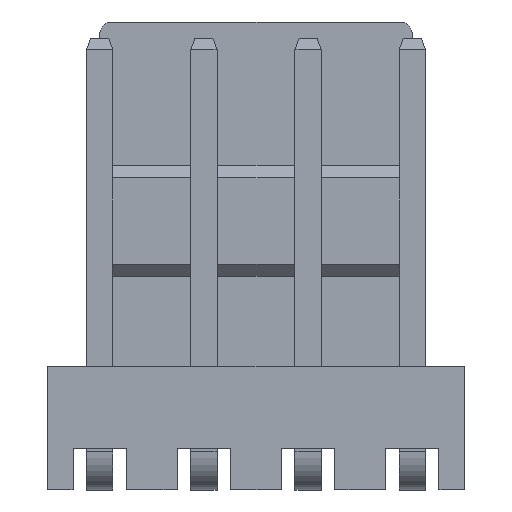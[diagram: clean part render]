
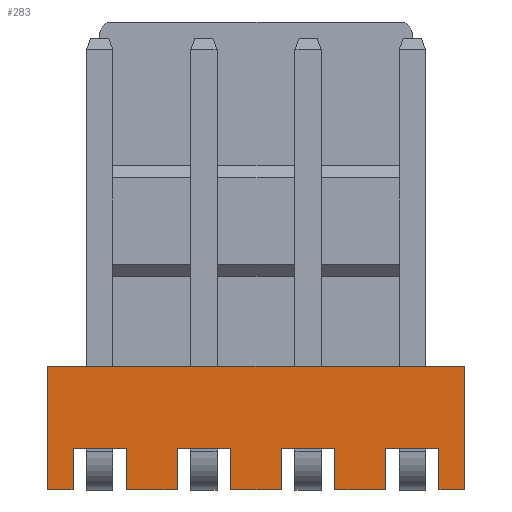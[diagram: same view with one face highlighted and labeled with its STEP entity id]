
A CAD part, top view. The second image highlights one B-rep face of the part: STEP entity #283.
In plain terms, the highlighted planar face has unit normal (0, 0, 1).
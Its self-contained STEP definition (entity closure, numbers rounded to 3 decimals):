
#283=ADVANCED_FACE('',(#1329),#1331,.T.);
#1329=FACE_BOUND('',#1330,.T.);
#1330=EDGE_LOOP('',(#2160,#2161,#2162,#2163,#2164,#2165,#2166,#2167,#2168,#2169,
#2170,#2171,#2172,#2173,#2174,#2175,#2176,#2177,#2178,#2179));
#1331=PLANE('',#1332);
#1332=AXIS2_PLACEMENT_3D('',#1333,#1334,#1335);
#1333=CARTESIAN_POINT('',(-1.27,-0.32,5.9));
#1334=DIRECTION('',(0.,0.,1.));
#1335=DIRECTION('',(1.,0.,0.));
#2160=ORIENTED_EDGE('',*,*,#2652,.T.);
#2161=ORIENTED_EDGE('',*,*,#2706,.T.);
#2162=ORIENTED_EDGE('',*,*,#2705,.T.);
#2163=ORIENTED_EDGE('',*,*,#2702,.T.);
#2164=ORIENTED_EDGE('',*,*,#2696,.T.);
#2165=ORIENTED_EDGE('',*,*,#2694,.T.);
#2166=ORIENTED_EDGE('',*,*,#2693,.T.);
#2167=ORIENTED_EDGE('',*,*,#2690,.T.);
#2168=ORIENTED_EDGE('',*,*,#2684,.T.);
#2169=ORIENTED_EDGE('',*,*,#2682,.T.);
#2170=ORIENTED_EDGE('',*,*,#2681,.T.);
#2171=ORIENTED_EDGE('',*,*,#2679,.T.);
#2172=ORIENTED_EDGE('',*,*,#2619,.F.);
#2173=ORIENTED_EDGE('',*,*,#2674,.F.);
#2174=ORIENTED_EDGE('',*,*,#2672,.T.);
#2175=ORIENTED_EDGE('',*,*,#2671,.T.);
#2176=ORIENTED_EDGE('',*,*,#2664,.T.);
#2177=ORIENTED_EDGE('',*,*,#2662,.T.);
#2178=ORIENTED_EDGE('',*,*,#2660,.T.);
#2179=ORIENTED_EDGE('',*,*,#2658,.T.);
#2619=EDGE_CURVE('',#2944,#2946,#2947,.T.);
#2652=EDGE_CURVE('',#3007,#3005,#3008,.F.);
#2658=EDGE_CURVE('',#3018,#3007,#3019,.F.);
#2660=EDGE_CURVE('',#3021,#3018,#3022,.T.);
#2662=EDGE_CURVE('',#3024,#3021,#3025,.F.);
#2664=EDGE_CURVE('',#3027,#3024,#3028,.F.);
#2671=EDGE_CURVE('',#3038,#3027,#3040,.F.);
#2672=EDGE_CURVE('',#3041,#3038,#3042,.T.);
#2674=EDGE_CURVE('',#3041,#2944,#3044,.T.);
#2679=EDGE_CURVE('',#3050,#2946,#3052,.T.);
#2681=EDGE_CURVE('',#3053,#3050,#3055,.T.);
#2682=EDGE_CURVE('',#3056,#3053,#3057,.F.);
#2684=EDGE_CURVE('',#3059,#3056,#3060,.F.);
#2690=EDGE_CURVE('',#3070,#3059,#3071,.F.);
#2693=EDGE_CURVE('',#3073,#3070,#3075,.T.);
#2694=EDGE_CURVE('',#3076,#3073,#3077,.F.);
#2696=EDGE_CURVE('',#3079,#3076,#3080,.F.);
#2702=EDGE_CURVE('',#3090,#3079,#3091,.F.);
#2705=EDGE_CURVE('',#3093,#3090,#3095,.T.);
#2706=EDGE_CURVE('',#3005,#3093,#3096,.F.);
#2944=VERTEX_POINT('',#3488);
#2946=VERTEX_POINT('',#3492);
#2947=LINE('',#3493,#3494);
#3005=VERTEX_POINT('',#3615);
#3007=VERTEX_POINT('',#3619);
#3008=LINE('',#3620,#3621);
#3018=VERTEX_POINT('',#3642);
#3019=LINE('',#3643,#3644);
#3021=VERTEX_POINT('',#3649);
#3022=LINE('',#3650,#3651);
#3024=VERTEX_POINT('',#3656);
#3025=LINE('',#3657,#3658);
#3027=VERTEX_POINT('',#3663);
#3028=LINE('',#3664,#3665);
#3038=VERTEX_POINT('',#3686);
#3040=LINE('',#3690,#3691);
#3041=VERTEX_POINT('',#3693);
#3042=LINE('',#3694,#3695);
#3044=LINE('',#3700,#3701);
#3050=VERTEX_POINT('',#3714);
#3052=LINE('',#3718,#3719);
#3053=VERTEX_POINT('',#3721);
#3055=LINE('',#3725,#3726);
#3056=VERTEX_POINT('',#3728);
#3057=LINE('',#3729,#3730);
#3059=VERTEX_POINT('',#3735);
#3060=LINE('',#3736,#3737);
#3070=VERTEX_POINT('',#3758);
#3071=LINE('',#3759,#3760);
#3073=VERTEX_POINT('',#3765);
#3075=LINE('',#3769,#3770);
#3076=VERTEX_POINT('',#3772);
#3077=LINE('',#3773,#3774);
#3079=VERTEX_POINT('',#3779);
#3080=LINE('',#3780,#3781);
#3090=VERTEX_POINT('',#3802);
#3091=LINE('',#3803,#3804);
#3093=VERTEX_POINT('',#3809);
#3095=LINE('',#3813,#3814);
#3096=LINE('',#3816,#3817);
#3488=CARTESIAN_POINT('',(-1.27,2.68,5.9));
#3492=CARTESIAN_POINT('',(8.89,2.68,5.9));
#3493=CARTESIAN_POINT('',(-1.27,2.68,5.9));
#3494=VECTOR('',#3495,1.);
#3495=DIRECTION('',(1.,0.,0.));
#3615=CARTESIAN_POINT('',(3.19,0.68,5.9));
#3619=CARTESIAN_POINT('',(1.89,0.68,5.9));
#3620=CARTESIAN_POINT('',(3.19,0.68,5.9));
#3621=VECTOR('',#3622,1.);
#3622=DIRECTION('',(-1.,0.,0.));
#3642=CARTESIAN_POINT('',(1.89,-0.32,5.9));
#3643=CARTESIAN_POINT('',(1.89,0.68,5.9));
#3644=VECTOR('',#3645,1.);
#3645=DIRECTION('',(0.,-1.,0.));
#3649=CARTESIAN_POINT('',(0.65,-0.32,5.9));
#3650=CARTESIAN_POINT('',(0.65,-0.32,5.9));
#3651=VECTOR('',#3652,1.);
#3652=DIRECTION('',(1.,0.,0.));
#3656=CARTESIAN_POINT('',(0.65,0.68,5.9));
#3657=CARTESIAN_POINT('',(0.65,-0.32,5.9));
#3658=VECTOR('',#3659,1.);
#3659=DIRECTION('',(0.,1.,0.));
#3663=CARTESIAN_POINT('',(-0.65,0.68,5.9));
#3664=CARTESIAN_POINT('',(0.65,0.68,5.9));
#3665=VECTOR('',#3666,1.);
#3666=DIRECTION('',(-1.,0.,0.));
#3686=CARTESIAN_POINT('',(-0.65,-0.32,5.9));
#3690=CARTESIAN_POINT('',(-0.65,0.68,5.9));
#3691=VECTOR('',#3692,1.);
#3692=DIRECTION('',(0.,-1.,0.));
#3693=CARTESIAN_POINT('',(-1.27,-0.32,5.9));
#3694=CARTESIAN_POINT('',(-1.27,-0.32,5.9));
#3695=VECTOR('',#3696,1.);
#3696=DIRECTION('',(1.,0.,0.));
#3700=CARTESIAN_POINT('',(-1.27,-0.32,5.9));
#3701=VECTOR('',#3702,1.);
#3702=DIRECTION('',(0.,1.,0.));
#3714=CARTESIAN_POINT('',(8.89,-0.32,5.9));
#3718=CARTESIAN_POINT('',(8.89,-0.32,5.9));
#3719=VECTOR('',#3720,1.);
#3720=DIRECTION('',(0.,1.,0.));
#3721=CARTESIAN_POINT('',(8.27,-0.32,5.9));
#3725=CARTESIAN_POINT('',(8.27,-0.32,5.9));
#3726=VECTOR('',#3727,1.);
#3727=DIRECTION('',(1.,0.,0.));
#3728=CARTESIAN_POINT('',(8.27,0.68,5.9));
#3729=CARTESIAN_POINT('',(8.27,-0.32,5.9));
#3730=VECTOR('',#3731,1.);
#3731=DIRECTION('',(0.,1.,0.));
#3735=CARTESIAN_POINT('',(6.97,0.68,5.9));
#3736=CARTESIAN_POINT('',(8.27,0.68,5.9));
#3737=VECTOR('',#3738,1.);
#3738=DIRECTION('',(-1.,0.,0.));
#3758=CARTESIAN_POINT('',(6.97,-0.32,5.9));
#3759=CARTESIAN_POINT('',(6.97,0.68,5.9));
#3760=VECTOR('',#3761,1.);
#3761=DIRECTION('',(0.,-1.,0.));
#3765=CARTESIAN_POINT('',(5.73,-0.32,5.9));
#3769=CARTESIAN_POINT('',(5.73,-0.32,5.9));
#3770=VECTOR('',#3771,1.);
#3771=DIRECTION('',(1.,0.,0.));
#3772=CARTESIAN_POINT('',(5.73,0.68,5.9));
#3773=CARTESIAN_POINT('',(5.73,-0.32,5.9));
#3774=VECTOR('',#3775,1.);
#3775=DIRECTION('',(0.,1.,0.));
#3779=CARTESIAN_POINT('',(4.43,0.68,5.9));
#3780=CARTESIAN_POINT('',(5.73,0.68,5.9));
#3781=VECTOR('',#3782,1.);
#3782=DIRECTION('',(-1.,0.,0.));
#3802=CARTESIAN_POINT('',(4.43,-0.32,5.9));
#3803=CARTESIAN_POINT('',(4.43,0.68,5.9));
#3804=VECTOR('',#3805,1.);
#3805=DIRECTION('',(0.,-1.,0.));
#3809=CARTESIAN_POINT('',(3.19,-0.32,5.9));
#3813=CARTESIAN_POINT('',(3.19,-0.32,5.9));
#3814=VECTOR('',#3815,1.);
#3815=DIRECTION('',(1.,0.,0.));
#3816=CARTESIAN_POINT('',(3.19,-0.32,5.9));
#3817=VECTOR('',#3818,1.);
#3818=DIRECTION('',(0.,1.,0.));
